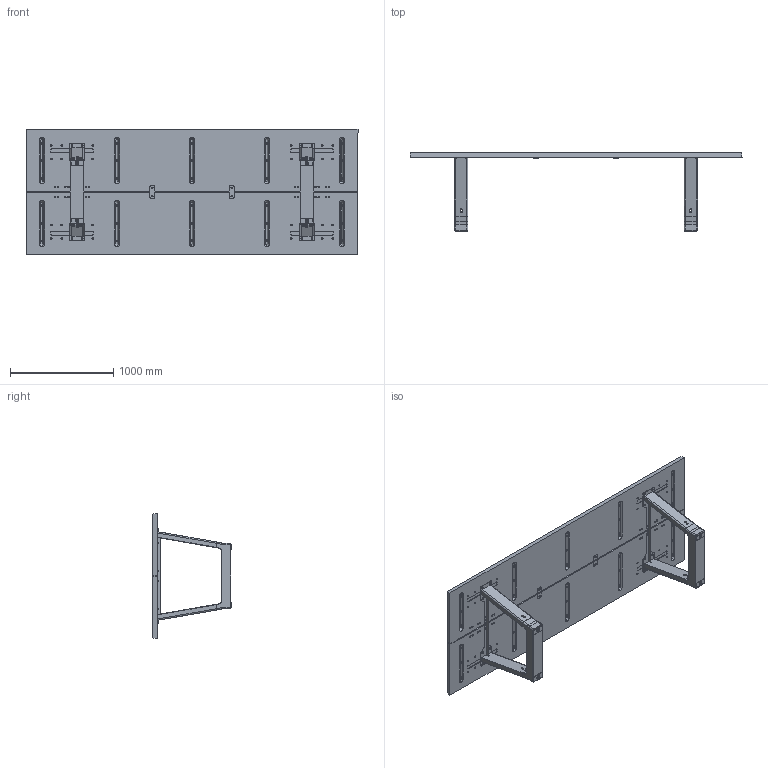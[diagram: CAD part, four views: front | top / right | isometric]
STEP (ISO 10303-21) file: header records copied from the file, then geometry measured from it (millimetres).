
FILE_DESCRIPTION (( 'STEP AP203' ), '1' );
FILE_NAME ('BASE_320x120x75.STEP', '2020-03-30T11:57:34', ( '' ), ( '' ), 'SwSTEP 2.0', 'SolidWorks 2019', '' );
FILE_SCHEMA (( 'CONFIG_CONTROL_DESIGN' ));
Length unit declared in the file: millimetre
Products named in the file (1): BASE_320x120x75
Bounding box: 3214 x 758.61 x 1214 mm (x, y, z)
Surface area: 10493379.5 mm2 (no closed solid volume)
Topology: 0 solids, 245 shells, 1241 faces, 5711 edges, 4600 vertices
Faces by surface type: plane 561, cylinder 452, sphere 110, cone 78, torus 32, bspline 8
Entity records: 60231 total; most frequent: CARTESIAN_POINT 13463, DIRECTION 10593, ORIENTED_EDGE 7625, EDGE_CURVE 5681, VERTEX_POINT 4600, AXIS2_PLACEMENT_3D 3962, CIRCLE 2728, LINE 2669
